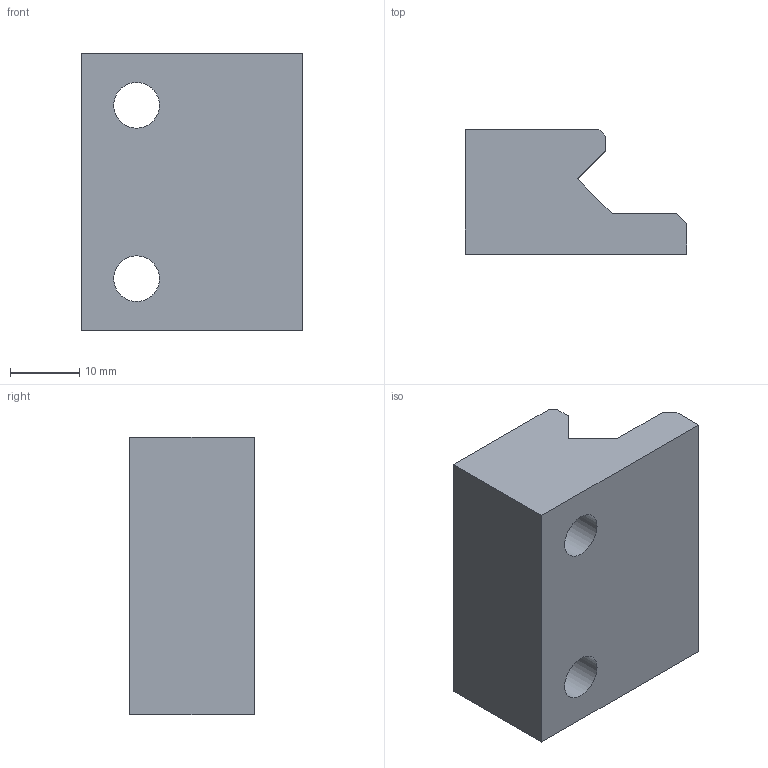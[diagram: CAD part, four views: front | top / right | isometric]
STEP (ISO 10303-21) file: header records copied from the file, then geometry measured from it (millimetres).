
FILE_DESCRIPTION((''),'2;1');
FILE_NAME('1600_32_02F.stp','2007-05-08T11:37:10',('valotma1'),(''),'Autodesk Inventor 11','Autodesk Inventor 11','');
FILE_SCHEMA(('AUTOMOTIVE_DESIGN { 1 0 10303 214 1 1 1 1 }'));
Length unit declared in the file: millimetre
Products named in the file (1): 1600_32_02F
Bounding box: 32 x 18 x 40 mm (x, y, z)
Volume: 14771.9 mm3; surface area: 5649.6 mm2
Topology: 1 solids, 1 shells, 18 faces, 42 edges, 28 vertices
Faces by surface type: plane 12, bspline 6
Entity records: 577 total; most frequent: CARTESIAN_POINT 159, ORIENTED_EDGE 76, DIRECTION 72, EDGE_CURVE 38, VECTOR 30, LINE 30, VERTEX_POINT 28, EDGE_LOOP 28
